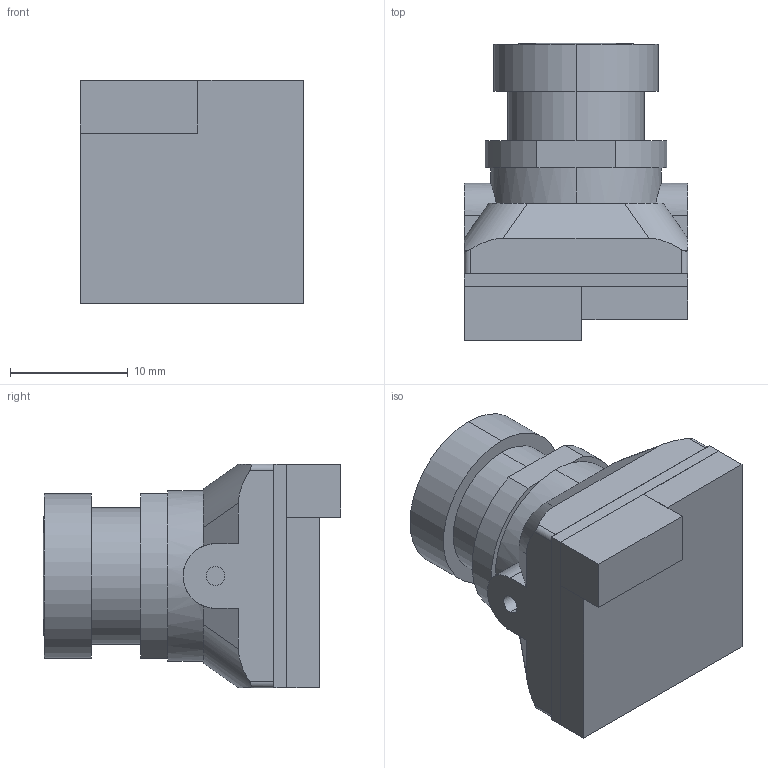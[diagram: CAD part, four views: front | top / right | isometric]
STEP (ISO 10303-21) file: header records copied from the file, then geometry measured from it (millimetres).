
FILE_DESCRIPTION (( 'STEP AP203' ), '1' );
FILE_NAME ('忺懤譇 Jinjiean model_B19 5 MP IR.STEP', '2025-03-15T16:16:32', ( '' ), ( '' ), 'SwSTEP 2.0', 'SolidWorks 2024', '' );
FILE_SCHEMA (( 'CONFIG_CONTROL_DESIGN' ));
Length unit declared in the file: millimetre
Products named in the file (1): Камера Jinjiean model_B19 5 MP IR
Bounding box: 19 x 25.3 x 19 mm (x, y, z)
Volume: 5423.1 mm3; surface area: 4009.9 mm2
Topology: 5 solids, 5 shells, 83 faces, 196 edges, 127 vertices
Faces by surface type: plane 51, cylinder 28, torus 2, cone 2
Entity records: 2507 total; most frequent: CARTESIAN_POINT 539, DIRECTION 392, ORIENTED_EDGE 388, EDGE_CURVE 194, AXIS2_PLACEMENT_3D 136, VERTEX_POINT 127, LINE 120, VECTOR 120
